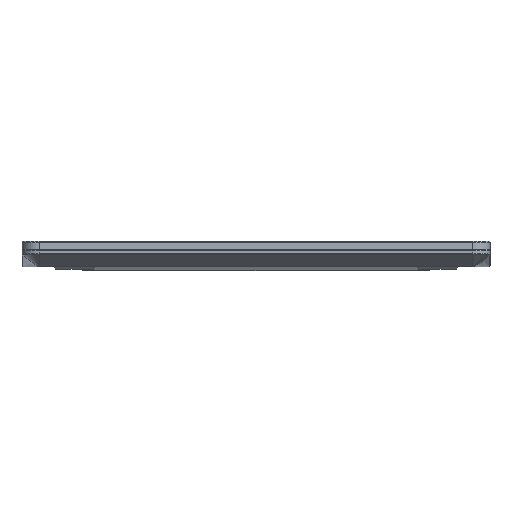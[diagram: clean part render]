
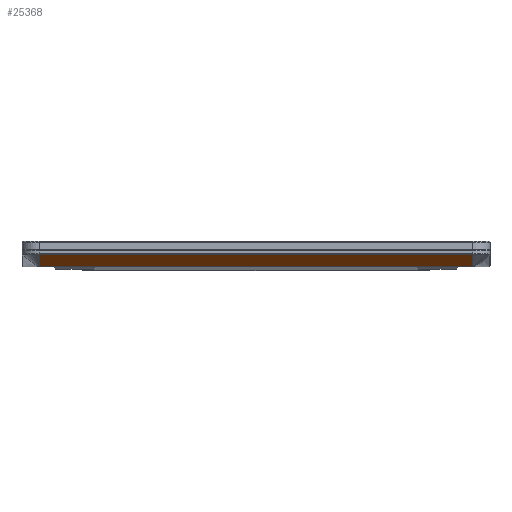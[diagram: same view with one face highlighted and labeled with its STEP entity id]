
A CAD part, front view. The second image highlights one B-rep face of the part: STEP entity #25368.
In plain terms, the highlighted planar face has unit normal (0, -0.625, -0.781).
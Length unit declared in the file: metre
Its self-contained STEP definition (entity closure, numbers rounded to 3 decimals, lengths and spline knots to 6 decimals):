
#9154=ORIENTED_EDGE('',*,*,#12980,.F.);
#9155=ORIENTED_EDGE('',*,*,#12981,.T.);
#9156=ORIENTED_EDGE('',*,*,#12982,.T.);
#9157=ORIENTED_EDGE('',*,*,#12983,.T.);
#12980=EDGE_CURVE('',#15480,#15481,#17943,.T.);
#12981=EDGE_CURVE('',#15480,#15482,#17944,.F.);
#12982=EDGE_CURVE('',#15482,#15483,#17945,.T.);
#12983=EDGE_CURVE('',#15483,#15481,#17946,.T.);
#15480=VERTEX_POINT('',#42669);
#15481=VERTEX_POINT('',#42670);
#15482=VERTEX_POINT('',#42672);
#15483=VERTEX_POINT('',#42674);
#17943=LINE('',#42668,#20413);
#17944=LINE('',#42671,#20414);
#17945=LINE('',#42673,#20415);
#17946=LINE('',#42675,#20416);
#20413=VECTOR('',#35166,1.);
#20414=VECTOR('',#35167,1.);
#20415=VECTOR('',#35168,1.);
#20416=VECTOR('',#35169,1.);
#21935=EDGE_LOOP('',(#9154,#9155,#9156,#9157));
#23475=FACE_BOUND('',#21935,.T.);
#24141=PLANE('',#27839);
#25368=ADVANCED_FACE('',(#23475),#24141,.T.);
#27839=AXIS2_PLACEMENT_3D('',#42667,#35164,#35165);
#35164=DIRECTION('',(0.,-0.625,-0.781));
#35165=DIRECTION('',(0.,0.781,-0.625));
#35166=DIRECTION('',(0.,-0.781,0.625));
#35167=DIRECTION('',(-1.,0.,0.));
#35168=DIRECTION('',(0.,-0.781,0.625));
#35169=DIRECTION('',(-1.,0.,0.));
#42667=CARTESIAN_POINT('',(0.,-0.046146,-0.057683));
#42668=CARTESIAN_POINT('',(-0.137,-0.120767,0.002013));
#42669=CARTESIAN_POINT('',(-0.137,-0.104637,-0.01089));
#42670=CARTESIAN_POINT('',(-0.137,-0.114312,-0.00315));
#42671=CARTESIAN_POINT('',(0.,-0.104637,-0.01089));
#42672=CARTESIAN_POINT('',(0.137,-0.104637,-0.01089));
#42673=CARTESIAN_POINT('',(0.137,-0.11613,-0.001696));
#42674=CARTESIAN_POINT('',(0.137,-0.114312,-0.00315));
#42675=CARTESIAN_POINT('',(0.,-0.114312,-0.00315));
